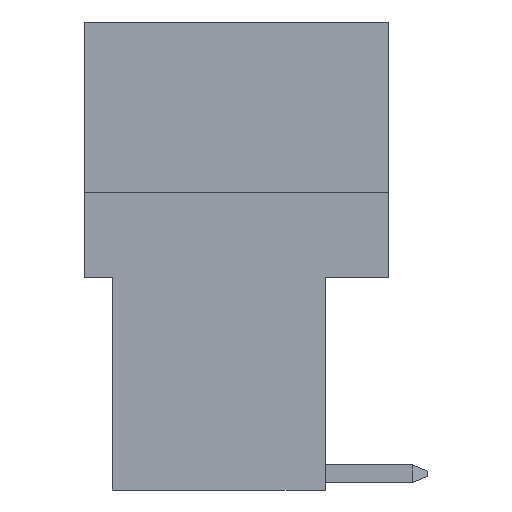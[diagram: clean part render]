
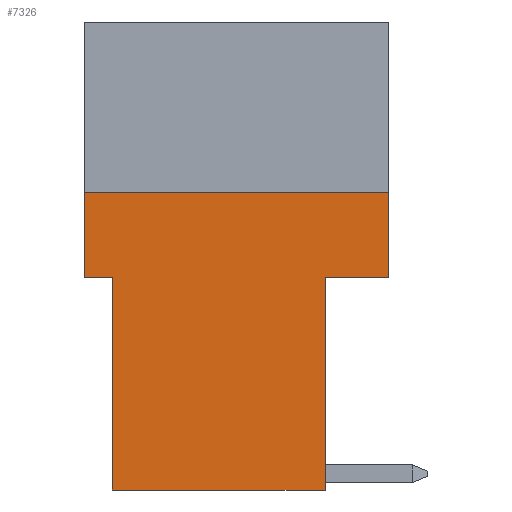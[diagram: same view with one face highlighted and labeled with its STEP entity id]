
A CAD part, left-side view. The second image highlights one B-rep face of the part: STEP entity #7326.
In plain terms, the highlighted planar face has unit normal (-1, 0, 0).
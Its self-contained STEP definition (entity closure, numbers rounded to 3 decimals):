
#66 = CARTESIAN_POINT ( 'NONE',  ( -47., -4.3, -13.2 ) ) ;
#297 = ORIENTED_EDGE ( 'NONE', *, *, #3733, .F. ) ;
#539 = CARTESIAN_POINT ( 'NONE',  ( -47., 4.3, -7.2 ) ) ;
#598 = LINE ( 'NONE', #539, #5391 ) ;
#643 = CARTESIAN_POINT ( 'NONE',  ( -47., -2.5, -7.2 ) ) ;
#778 = DIRECTION ( 'NONE',  ( 0., 0., 1. ) ) ;
#834 = EDGE_LOOP ( 'NONE', ( #297, #6520, #3863, #3879, #10832, #4810, #6894, #6888 ) ) ;
#978 = DIRECTION ( 'NONE',  ( 0., 1., 0. ) ) ;
#1325 = FACE_OUTER_BOUND ( 'NONE', #834, .T. ) ;
#1534 = VECTOR ( 'NONE', #2676, 1000. ) ;
#1574 = CARTESIAN_POINT ( 'NONE',  ( -47., 4.3, -13.2 ) ) ;
#1818 = VERTEX_POINT ( 'NONE', #8326 ) ;
#1956 = LINE ( 'NONE', #10626, #6138 ) ;
#2091 = CARTESIAN_POINT ( 'NONE',  ( -47., -2.5, -7.2 ) ) ;
#2315 = LINE ( 'NONE', #2091, #7820 ) ;
#2511 = VERTEX_POINT ( 'NONE', #4749 ) ;
#2676 = DIRECTION ( 'NONE',  ( 0., 0., 1. ) ) ;
#2977 = VERTEX_POINT ( 'NONE', #7378 ) ;
#3236 = EDGE_CURVE ( 'NONE', #1818, #7483, #8713, .T. ) ;
#3341 = VERTEX_POINT ( 'NONE', #9778 ) ;
#3356 = CARTESIAN_POINT ( 'NONE',  ( -47., 3.5, -7.2 ) ) ;
#3391 = EDGE_CURVE ( 'NONE', #2511, #2977, #9667, .T. ) ;
#3443 = VERTEX_POINT ( 'NONE', #9169 ) ;
#3608 = EDGE_CURVE ( 'NONE', #3341, #2511, #6792, .T. ) ;
#3733 = EDGE_CURVE ( 'NONE', #7483, #2977, #2315, .T. ) ;
#3863 = ORIENTED_EDGE ( 'NONE', *, *, #8881, .T. ) ;
#3872 = DIRECTION ( 'NONE',  ( 0., 0., 1. ) ) ;
#3879 = ORIENTED_EDGE ( 'NONE', *, *, #8537, .F. ) ;
#4749 = CARTESIAN_POINT ( 'NONE',  ( -47., 3.5, -13.2 ) ) ;
#4810 = ORIENTED_EDGE ( 'NONE', *, *, #6863, .F. ) ;
#4841 = CARTESIAN_POINT ( 'NONE',  ( -47., 4.3, -13.2 ) ) ;
#5145 = LINE ( 'NONE', #1574, #11147 ) ;
#5295 = EDGE_CURVE ( 'NONE', #6698, #3443, #5145, .T. ) ;
#5391 = VECTOR ( 'NONE', #6585, 1000. ) ;
#5597 = DIRECTION ( 'NONE',  ( 0., 0., -1. ) ) ;
#6138 = VECTOR ( 'NONE', #8722, 1000. ) ;
#6454 = DIRECTION ( 'NONE',  ( 0., -1., 0. ) ) ;
#6520 = ORIENTED_EDGE ( 'NONE', *, *, #3236, .F. ) ;
#6585 = DIRECTION ( 'NONE',  ( 0., 1., 0. ) ) ;
#6698 = VERTEX_POINT ( 'NONE', #10202 ) ;
#6792 = LINE ( 'NONE', #3356, #8550 ) ;
#6863 = EDGE_CURVE ( 'NONE', #3341, #6698, #598, .T. ) ;
#6888 = ORIENTED_EDGE ( 'NONE', *, *, #3391, .T. ) ;
#6894 = ORIENTED_EDGE ( 'NONE', *, *, #3608, .T. ) ;
#7014 = LINE ( 'NONE', #66, #1534 ) ;
#7260 = PLANE ( 'NONE',  #9056 ) ;
#7326 = ADVANCED_FACE ( 'NONE', ( #1325 ), #7260, .T. ) ;
#7378 = CARTESIAN_POINT ( 'NONE',  ( -47., -2.5, -13.2 ) ) ;
#7483 = VERTEX_POINT ( 'NONE', #643 ) ;
#7820 = VECTOR ( 'NONE', #5597, 1000. ) ;
#8278 = DIRECTION ( 'NONE',  ( -1., 0., 0. ) ) ;
#8326 = CARTESIAN_POINT ( 'NONE',  ( -47., -4.3, -7.2 ) ) ;
#8537 = EDGE_CURVE ( 'NONE', #3443, #11106, #1956, .T. ) ;
#8550 = VECTOR ( 'NONE', #10223, 1000. ) ;
#8713 = LINE ( 'NONE', #9611, #10873 ) ;
#8722 = DIRECTION ( 'NONE',  ( 0., -1., 0. ) ) ;
#8881 = EDGE_CURVE ( 'NONE', #1818, #11106, #7014, .T. ) ;
#8909 = VECTOR ( 'NONE', #6454, 1000. ) ;
#9056 = AXIS2_PLACEMENT_3D ( 'NONE', #4841, #8278, #3872 ) ;
#9169 = CARTESIAN_POINT ( 'NONE',  ( -47., 4.3, -4.8 ) ) ;
#9611 = CARTESIAN_POINT ( 'NONE',  ( -47., -2.5, -7.2 ) ) ;
#9667 = LINE ( 'NONE', #9829, #8909 ) ;
#9778 = CARTESIAN_POINT ( 'NONE',  ( -47., 3.5, -7.2 ) ) ;
#9829 = CARTESIAN_POINT ( 'NONE',  ( -47., 4.3, -13.2 ) ) ;
#10202 = CARTESIAN_POINT ( 'NONE',  ( -47., 4.3, -7.2 ) ) ;
#10223 = DIRECTION ( 'NONE',  ( 0., 0., -1. ) ) ;
#10590 = CARTESIAN_POINT ( 'NONE',  ( -47., -4.3, -4.8 ) ) ;
#10626 = CARTESIAN_POINT ( 'NONE',  ( -47., 4.3, -4.8 ) ) ;
#10832 = ORIENTED_EDGE ( 'NONE', *, *, #5295, .F. ) ;
#10873 = VECTOR ( 'NONE', #978, 1000. ) ;
#11106 = VERTEX_POINT ( 'NONE', #10590 ) ;
#11147 = VECTOR ( 'NONE', #778, 1000. ) ;
